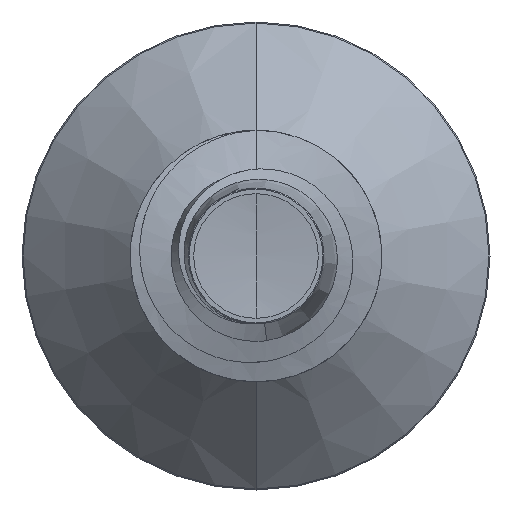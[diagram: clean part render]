
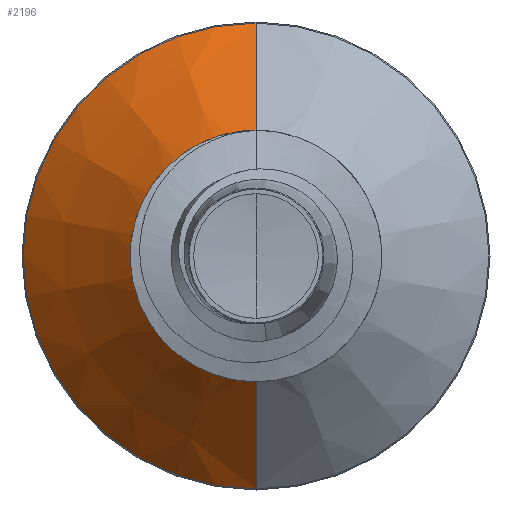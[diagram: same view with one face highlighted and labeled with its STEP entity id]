
A CAD part, front view. The second image highlights one B-rep face of the part: STEP entity #2196.
In plain terms, the highlighted conical face has half-angle 45 degrees and reference radius 2.301 mm.
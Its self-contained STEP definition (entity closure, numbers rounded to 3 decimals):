
#76 = ORIENTED_EDGE ( 'NONE', *, *, #10947, .F. ) ;
#355 = AXIS2_PLACEMENT_3D ( 'NONE', #9212, #6591, #6637 ) ;
#415 = LINE ( 'NONE', #5086, #8639 ) ;
#657 = AXIS2_PLACEMENT_3D ( 'NONE', #4373, #4345, #4342 ) ;
#878 = CARTESIAN_POINT ( 'NONE',  ( 0., 6.901, 2.301 ) ) ;
#1419 = CARTESIAN_POINT ( 'NONE',  ( 0., 9.228, -4.628 ) ) ;
#2196 = ADVANCED_FACE ( 'NONE', ( #6037 ), #8257, .T. ) ;
#2380 = VERTEX_POINT ( 'NONE', #11064 ) ;
#2901 = ORIENTED_EDGE ( 'NONE', *, *, #10386, .T. ) ;
#3647 = VERTEX_POINT ( 'NONE', #7522 ) ;
#4015 = ORIENTED_EDGE ( 'NONE', *, *, #11286, .F. ) ;
#4342 = DIRECTION ( 'NONE',  ( 0., 0., 1. ) ) ;
#4345 = DIRECTION ( 'NONE',  ( 0., 1., 0. ) ) ;
#4358 = ORIENTED_EDGE ( 'NONE', *, *, #10282, .T. ) ;
#4363 = LINE ( 'NONE', #7879, #6781 ) ;
#4373 = CARTESIAN_POINT ( 'NONE',  ( 0., 9.228, 0. ) ) ;
#4448 = DIRECTION ( 'NONE',  ( 0., 0., 1. ) ) ;
#4451 = DIRECTION ( 'NONE',  ( 0., 1., 0. ) ) ;
#4476 = CARTESIAN_POINT ( 'NONE',  ( 0., 6.901, 0. ) ) ;
#5086 = CARTESIAN_POINT ( 'NONE',  ( 0., 6.901, 2.301 ) ) ;
#5090 = DIRECTION ( 'NONE',  ( 0., 0.707, 0.707 ) ) ;
#6037 = FACE_OUTER_BOUND ( 'NONE', #7739, .T. ) ;
#6591 = DIRECTION ( 'NONE',  ( 0., 1., 0. ) ) ;
#6637 = DIRECTION ( 'NONE',  ( 0., 0., 1. ) ) ;
#6781 = VECTOR ( 'NONE', #7861, 1000. ) ;
#7522 = CARTESIAN_POINT ( 'NONE',  ( 0., 9.228, 4.628 ) ) ;
#7739 = EDGE_LOOP ( 'NONE', ( #4015, #2901, #4358, #76 ) ) ;
#7861 = DIRECTION ( 'NONE',  ( 0., 0.707, -0.707 ) ) ;
#7879 = CARTESIAN_POINT ( 'NONE',  ( 0., 6.901, -2.301 ) ) ;
#8257 = CONICAL_SURFACE ( 'NONE', #355, 2.301, 0.785 ) ;
#8639 = VECTOR ( 'NONE', #5090, 1000. ) ;
#9212 = CARTESIAN_POINT ( 'NONE',  ( 0., 6.901, 0. ) ) ;
#9299 = CIRCLE ( 'NONE', #657, 4.628 ) ;
#9472 = VERTEX_POINT ( 'NONE', #1419 ) ;
#10041 = VERTEX_POINT ( 'NONE', #878 ) ;
#10282 = EDGE_CURVE ( 'NONE', #10041, #3647, #415, .T. ) ;
#10386 = EDGE_CURVE ( 'NONE', #2380, #10041, #10472, .T. ) ;
#10472 = CIRCLE ( 'NONE', #11001, 2.301 ) ;
#10947 = EDGE_CURVE ( 'NONE', #9472, #3647, #9299, .T. ) ;
#11001 = AXIS2_PLACEMENT_3D ( 'NONE', #4476, #4451, #4448 ) ;
#11064 = CARTESIAN_POINT ( 'NONE',  ( 0., 6.901, -2.301 ) ) ;
#11286 = EDGE_CURVE ( 'NONE', #2380, #9472, #4363, .T. ) ;
